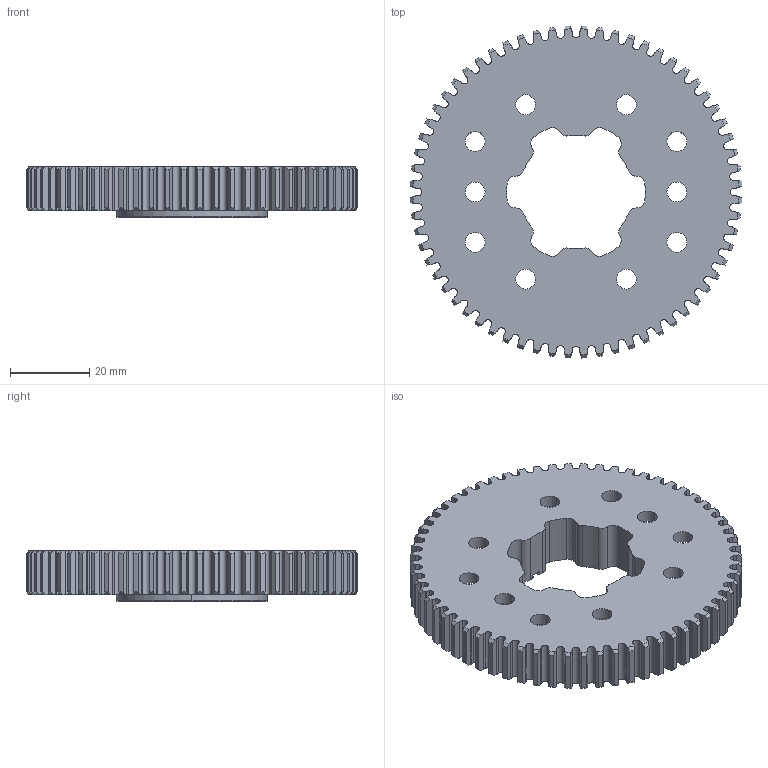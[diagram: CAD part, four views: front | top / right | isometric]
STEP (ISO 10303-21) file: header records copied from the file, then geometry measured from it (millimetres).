
FILE_DESCRIPTION (( 'STEP AP203' ), '1' );
FILE_NAME ('REV-21-3026.STEP', '2022-04-04T19:46:07', ( '' ), ( '' ), 'SwSTEP 2.0', 'SolidWorks 2022', '' );
FILE_SCHEMA (( 'CONFIG_CONTROL_DESIGN' ));
Length unit declared in the file: metre
Products named in the file (1): REV-21-3026
Bounding box: 83.67 x 83.67 x 12.7 mm (x, y, z)
Volume: 21695.6 mm3; surface area: 18720.2 mm2
Topology: 1 solids, 1 shells, 747 faces, 2228 edges, 1484 vertices
Faces by surface type: bspline 256, cylinder 221, plane 135, cone 131, torus 4
Entity records: 32941 total; most frequent: CARTESIAN_POINT 14457, ORIENTED_EDGE 4456, DIRECTION 3024, EDGE_CURVE 2228, VERTEX_POINT 1484, AXIS2_PLACEMENT_3D 1077, VECTOR 870, LINE 870
